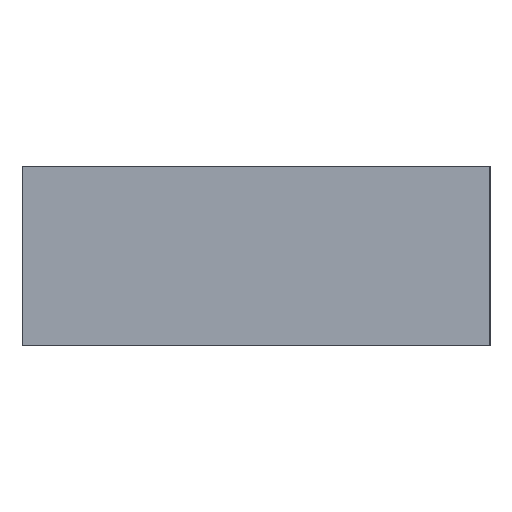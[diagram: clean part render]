
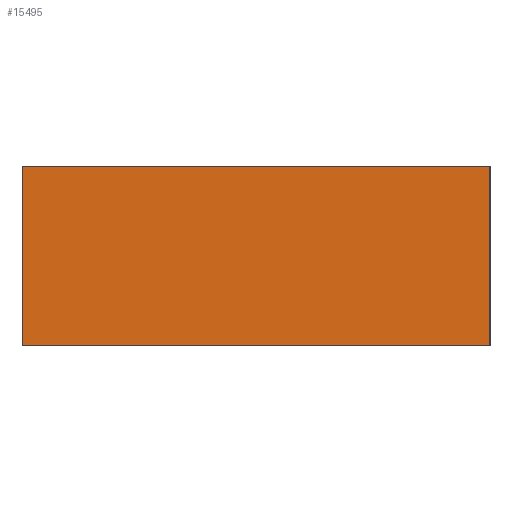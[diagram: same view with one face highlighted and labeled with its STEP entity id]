
A CAD part, left-side view. The second image highlights one B-rep face of the part: STEP entity #15495.
In plain terms, the highlighted planar face has unit normal (-1, 0, 0).
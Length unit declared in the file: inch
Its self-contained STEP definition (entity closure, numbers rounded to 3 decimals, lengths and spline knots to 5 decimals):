
#2656=FACE_OUTER_BOUND('',#3476,.T.);
#3476=EDGE_LOOP('',(#14370,#14371,#14372,#14373));
#4624=LINE('',#29688,#5781);
#4629=LINE('',#29707,#5786);
#4634=LINE('',#29716,#5791);
#4635=LINE('',#29718,#5792);
#5781=VECTOR('',#17703,0.3937);
#5786=VECTOR('',#17728,0.3937);
#5791=VECTOR('',#17737,0.3937);
#5792=VECTOR('',#17740,0.3937);
#7365=VERTEX_POINT('',#29686);
#7366=VERTEX_POINT('',#29687);
#7370=VERTEX_POINT('',#29705);
#7372=VERTEX_POINT('',#29714);
#9734=EDGE_CURVE('',#7365,#7366,#4624,.T.);
#9739=EDGE_CURVE('',#7370,#7365,#4629,.T.);
#9744=EDGE_CURVE('',#7372,#7366,#4634,.T.);
#9745=EDGE_CURVE('',#7370,#7372,#4635,.T.);
#14370=ORIENTED_EDGE('',*,*,#9745,.T.);
#14371=ORIENTED_EDGE('',*,*,#9744,.T.);
#14372=ORIENTED_EDGE('',*,*,#9734,.F.);
#14373=ORIENTED_EDGE('',*,*,#9739,.F.);
#14688=PLANE('',#15867);
#15495=ADVANCED_FACE('',(#2656),#14688,.T.);
#15867=AXIS2_PLACEMENT_3D('',#29717,#17738,#17739);
#17703=DIRECTION('',(0.,-1.,0.));
#17728=DIRECTION('',(0.,0.,1.));
#17737=DIRECTION('',(0.,0.,1.));
#17738=DIRECTION('center_axis',(-1.,0.,0.));
#17739=DIRECTION('ref_axis',(0.,-1.,0.));
#17740=DIRECTION('',(0.,-1.,0.));
#29686=CARTESIAN_POINT('',(0.,1.3,0.5));
#29687=CARTESIAN_POINT('',(0.,0.,0.5));
#29688=CARTESIAN_POINT('',(0.,1.3,0.5));
#29705=CARTESIAN_POINT('',(0.,1.3,0.));
#29707=CARTESIAN_POINT('',(0.,1.3,0.));
#29714=CARTESIAN_POINT('',(0.,0.,0.));
#29716=CARTESIAN_POINT('',(0.,0.,0.));
#29717=CARTESIAN_POINT('Origin',(0.,1.3,0.));
#29718=CARTESIAN_POINT('',(0.,1.3,0.));
